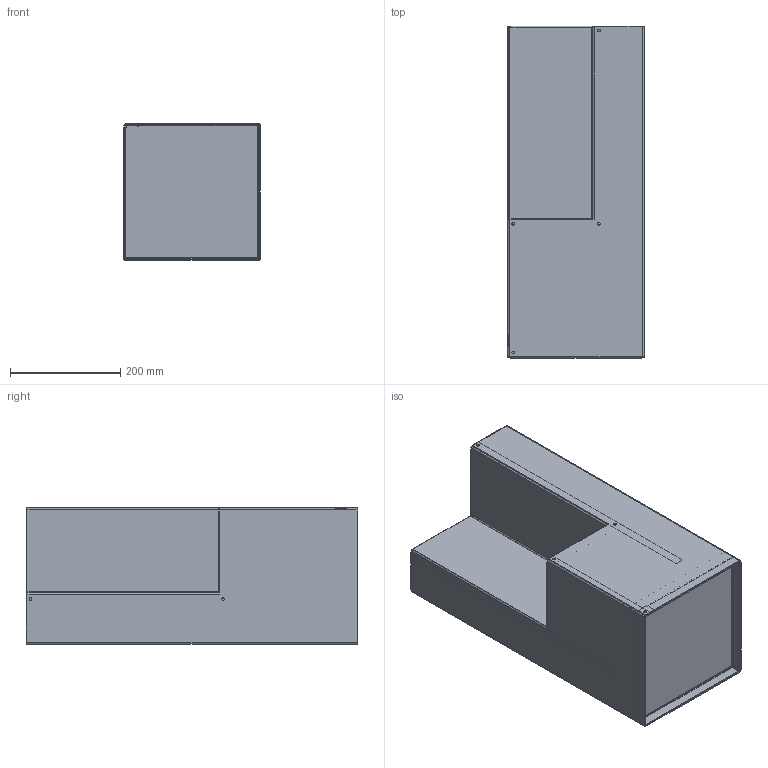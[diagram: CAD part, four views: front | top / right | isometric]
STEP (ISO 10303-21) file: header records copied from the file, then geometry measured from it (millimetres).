
FILE_DESCRIPTION (( 'STEP AP203' ), '1' );
FILE_NAME ('PLEC umbrella.STEP', '2021-10-27T11:31:40', ( '' ), ( '' ), 'SwSTEP 2.0', 'SolidWorks 2021', '' );
FILE_SCHEMA (( 'CONFIG_CONTROL_DESIGN' ));
Length unit declared in the file: millimetre
Products named in the file (5): A-138-01-03-F181119- CHAPA 3; PLEC umbrella; A-138-01-04-F181119- ESPUMA BASE; A-138-01-01-F181119- CHAPA 1; A-138-01-02-F181119- CHAPA 2
Assembly tree (4 placements, depth 2):
  PLEC umbrella
    A-138-01-01-F181119- CHAPA 1
    A-138-01-02-F181119- CHAPA 2
    A-138-01-03-F181119- CHAPA 3
    A-138-01-04-F181119- ESPUMA BASE
Bounding box: 248.07 x 603.2 x 248.07 mm (x, y, z)
Volume: 1977978 mm3; surface area: 1719938.9 mm2
Topology: 4 solids, 4 shells, 272 faces, 608 edges, 344 vertices
Faces by surface type: plane 184, cylinder 78, bspline 10
Entity records: 8595 total; most frequent: CARTESIAN_POINT 2033, DIRECTION 1262, ORIENTED_EDGE 1216, EDGE_CURVE 608, LINE 452, VECTOR 452, AXIS2_PLACEMENT_3D 405, VERTEX_POINT 344
